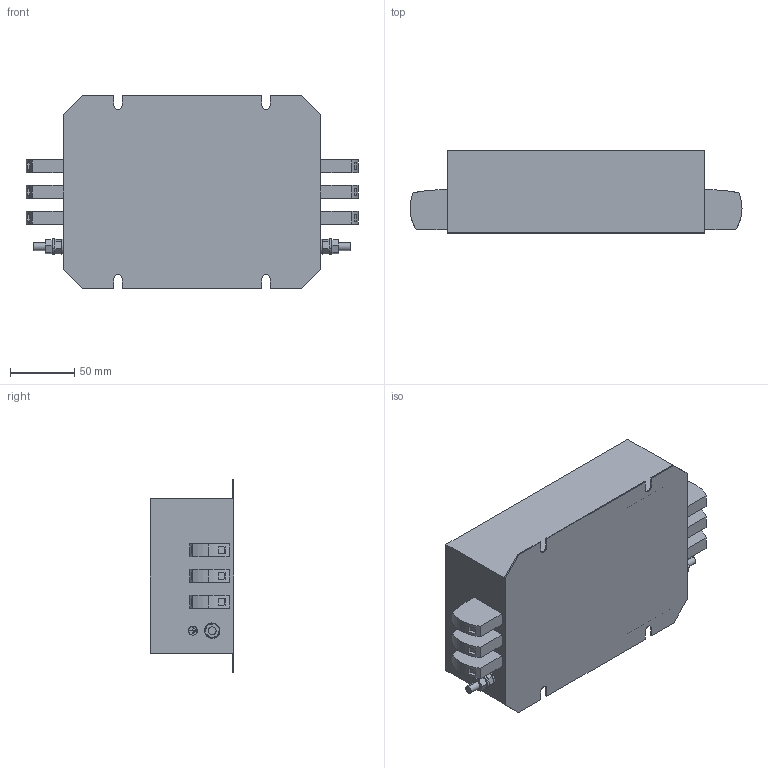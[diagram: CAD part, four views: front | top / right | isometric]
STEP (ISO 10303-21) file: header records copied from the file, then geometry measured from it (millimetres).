
FILE_DESCRIPTION (( 'STEP AP214' ), '1' );
FILE_NAME ('321767.STEP', '2024-09-12T08:09:14', ( '' ), ( '' ), 'SwSTEP 2.0', 'SolidWorks 2022', '' );
FILE_SCHEMA (( 'AUTOMOTIVE_DESIGN' ));
Length unit declared in the file: millimetre
Products named in the file (1): 321767
Bounding box: 258.06 x 65.05 x 150 mm (x, y, z)
Volume: 1617504.9 mm3; surface area: 115880.8 mm2
Topology: 1 solids, 8 shells, 423 faces, 1084 edges, 668 vertices
Faces by surface type: plane 295, cylinder 80, bspline 48
Entity records: 13552 total; most frequent: CARTESIAN_POINT 3730, ORIENTED_EDGE 2072, DIRECTION 1892, EDGE_CURVE 1036, VECTOR 704, LINE 704, VERTEX_POINT 668, AXIS2_PLACEMENT_3D 594
